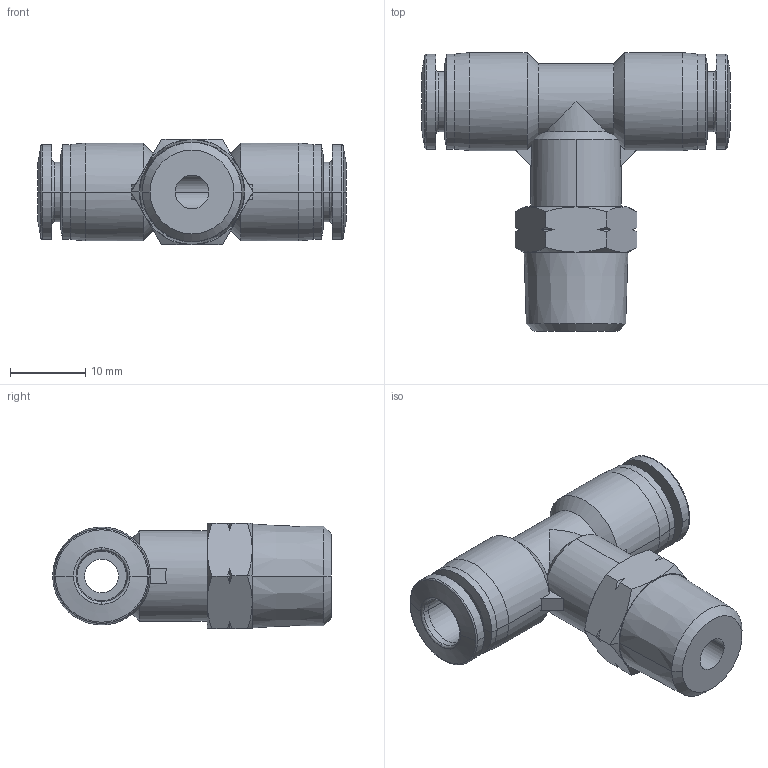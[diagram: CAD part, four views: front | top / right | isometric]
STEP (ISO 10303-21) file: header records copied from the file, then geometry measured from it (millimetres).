
FILE_DESCRIPTION (( 'STEP AP214' ), '1' );
FILE_NAME ('MBT14-14N.step', '2016-02-24T20:39:35', ( '' ), ( '' ), 'SwSTEP 2.0', 'SolidWorks 2015', '' );
FILE_SCHEMA (( 'AUTOMOTIVE_DESIGN' ));
Length unit declared in the file: inch
Products named in the file (1): MBT14-14N
Bounding box: 41 x 37 x 14 mm (x, y, z)
Volume: 6376.4 mm3; surface area: 4381.6 mm2
Topology: 1 solids, 1 shells, 118 faces, 292 edges, 181 vertices
Faces by surface type: cone 54, cylinder 31, plane 21, bspline 8, torus 4
Entity records: 5293 total; most frequent: CARTESIAN_POINT 1002, ORIENTED_EDGE 584, DIRECTION 571, EDGE_CURVE 292, AXIS2_PLACEMENT_3D 246, VERTEX_POINT 181, CIRCLE 135, EDGE_LOOP 127
